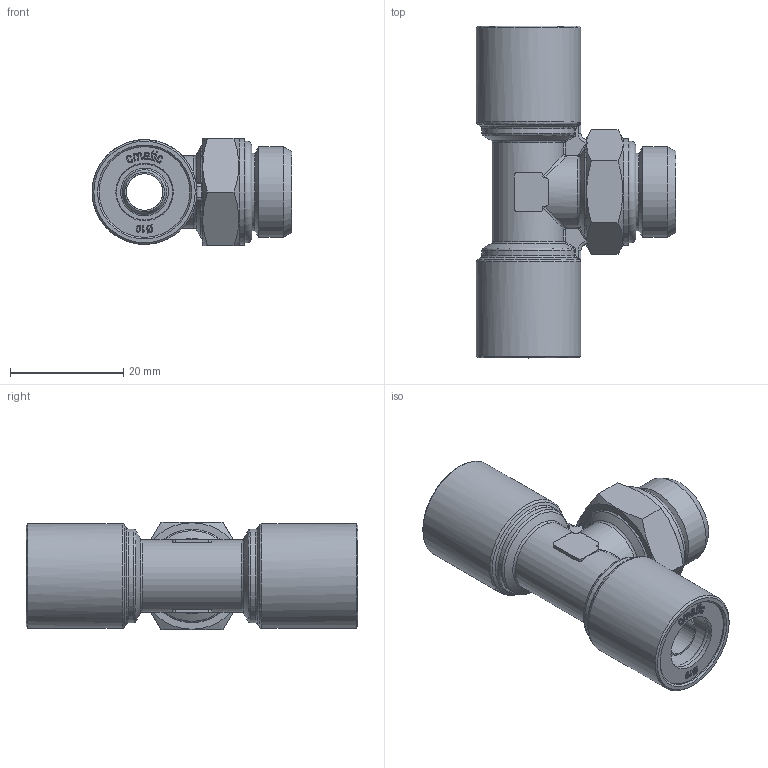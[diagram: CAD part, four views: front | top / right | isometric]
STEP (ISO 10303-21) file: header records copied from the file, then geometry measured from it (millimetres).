
FILE_DESCRIPTION(( 'MAF.21.10.M16X1.5.stp' ), '1');
FILE_NAME( 'MAF.21.10.M16X1.5.stp', '2021-02-19T15:26:46',( 'Sopra'),('sopra-pneumatic.com'), 'SwSTEP 2.0','SolidWorks 2009','' );
FILE_SCHEMA( ( 'CONFIG_CONTROL_DESIGN' ) );
Length unit declared in the file: millimetre
Products named in the file (1): Rivoluzione2
Bounding box: 35.25 x 58.6 x 19 mm (x, y, z)
Volume: 12411.8 mm3; surface area: 9135.1 mm2
Topology: 1 solids, 1 shells, 464 faces, 1202 edges, 776 vertices
Faces by surface type: plane 182, bspline 182, cylinder 57, cone 22, torus 21
Full cylindrical faces by diameter (mm): 6.45 x2, 6.5 x1, 7.85 x2, 8 x1, 10 x1, 10.15 x4, 13.7 x1, 16 x3, 18.5 x2, 18.8 x1
Entity records: 21842 total; most frequent: CARTESIAN_POINT 11970, ORIENTED_EDGE 2304, DIRECTION 1470, EDGE_CURVE 1152, VERTEX_POINT 765, LINE 560, VECTOR 560, EDGE_LOOP 542
